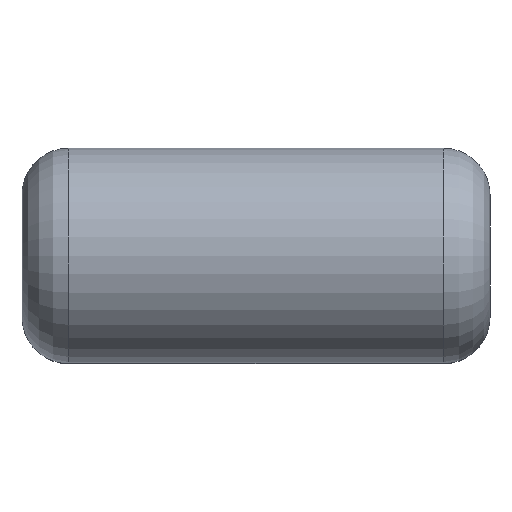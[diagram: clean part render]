
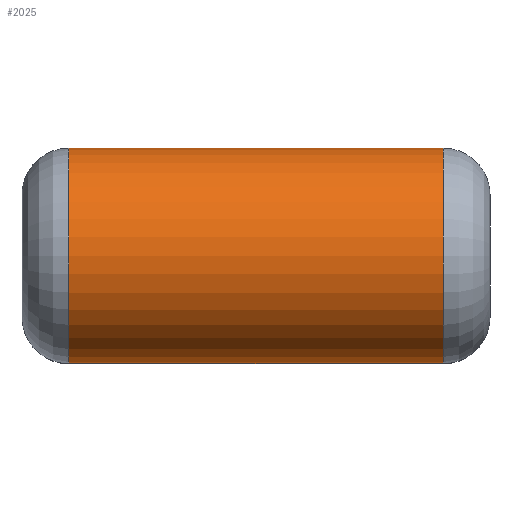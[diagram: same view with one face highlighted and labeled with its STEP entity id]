
A CAD part, top view. The second image highlights one B-rep face of the part: STEP entity #2025.
In plain terms, the highlighted cylindrical face has radius 2.9 mm (diameter 5.8 mm), a partial arc.
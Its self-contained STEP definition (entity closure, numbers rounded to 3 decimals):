
#1623=CARTESIAN_POINT('',(5.04,2.9,11.3));
#1624=VERTEX_POINT('',#1623);
#1673=CARTESIAN_POINT('',(-5.04,2.9,11.3));
#1674=VERTEX_POINT('',#1673);
#1794=CARTESIAN_POINT('',(5.04,-2.9,11.3));
#1795=VERTEX_POINT('',#1794);
#1867=CARTESIAN_POINT('',(-0.0,2.9,11.3));
#1868=DIRECTION('',(-1.0,0.0,-0.0));
#1869=VECTOR('',#1868,1.0);
#1870=LINE('',#1867,#1869);
#1871=EDGE_CURVE('n� 72',#1624,#1674,#1870,.T.);
#1926=CARTESIAN_POINT('',(-5.04,-2.9,11.3));
#1927=VERTEX_POINT('',#1926);
#1951=CARTESIAN_POINT('',(0.0,-2.9,11.3));
#1952=DIRECTION('',(1.0,0.0,-0.0));
#1953=VECTOR('',#1952,1.0);
#1954=LINE('',#1951,#1953);
#1955=EDGE_CURVE('n� 10',#1927,#1795,#1954,.T.);
#1972=CARTESIAN_POINT('',(5.04,-0.0,11.3));
#1973=DIRECTION('',(-1.0,-0.0,-0.0));
#1974=DIRECTION('',(0.0,1.0,0.0));
#1975=AXIS2_PLACEMENT_3D('',#1972,#1973,#1974);
#1976=CIRCLE('',#1975,2.9);
#1977=EDGE_CURVE('n� 14',#1795,#1624,#1976,.T.);
#1992=CARTESIAN_POINT('',(-5.04,-0.0,11.3));
#1993=DIRECTION('',(1.0,0.0,0.0));
#1994=DIRECTION('',(0.0,1.0,0.0));
#1995=AXIS2_PLACEMENT_3D('',#1992,#1993,#1994);
#1996=CIRCLE('',#1995,2.9);
#1997=EDGE_CURVE('n� 21',#1674,#1927,#1996,.T.);
#2014=ORIENTED_EDGE('',*,*,#1977,.T.);
#2015=ORIENTED_EDGE('',*,*,#1871,.T.);
#2016=ORIENTED_EDGE('',*,*,#1997,.T.);
#2017=ORIENTED_EDGE('',*,*,#1955,.T.);
#2018=EDGE_LOOP('',(#2014,#2015,#2016,#2017));
#2019=FACE_OUTER_BOUND('',#2018,.T.);
#2020=CARTESIAN_POINT('',(0.0,-0.0,11.3));
#2021=DIRECTION('',(1.0,0.0,0.0));
#2022=DIRECTION('',(0.0,1.0,0.0));
#2023=AXIS2_PLACEMENT_3D('',#2020,#2021,#2022);
#2024=CYLINDRICAL_SURFACE('',#2023,2.9);
#2025=ADVANCED_FACE('n� 2',(#2019),#2024,.T.);
